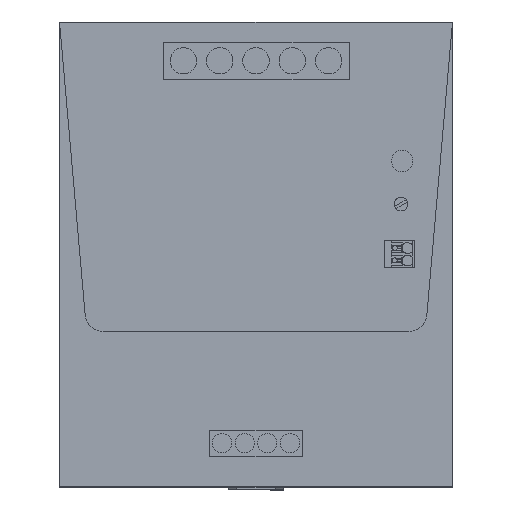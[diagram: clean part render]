
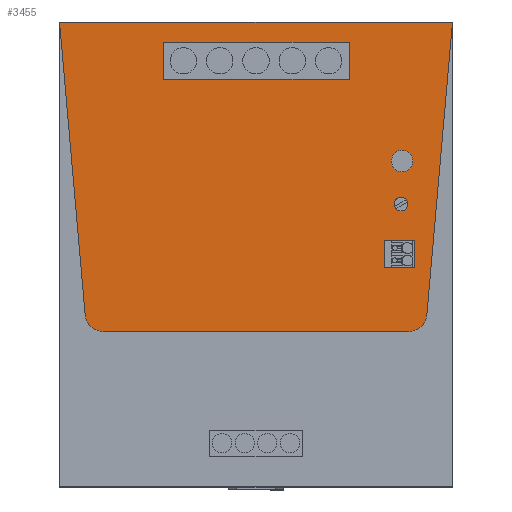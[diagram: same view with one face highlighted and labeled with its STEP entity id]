
A CAD part, top view. The second image highlights one B-rep face of the part: STEP entity #3455.
In plain terms, the highlighted planar face has unit normal (0, 0, 1).
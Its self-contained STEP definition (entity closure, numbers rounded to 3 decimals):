
#3308=AXIS2_PLACEMENT_3D('Plane Axis2P3D',#3305,#3306,#3307) ;
#3319=AXIS2_PLACEMENT_3D('Circle Axis2P3D',#3317,#3318,$) ;
#3333=AXIS2_PLACEMENT_3D('Circle Axis2P3D',#3331,#3332,$) ;
#3387=AXIS2_PLACEMENT_3D('Circle Axis2P3D',#3385,#3386,$) ;
#3396=AXIS2_PLACEMENT_3D('Circle Axis2P3D',#3394,#3395,$) ;
#3405=AXIS2_PLACEMENT_3D('Circle Axis2P3D',#3403,#3404,$) ;
#3414=AXIS2_PLACEMENT_3D('Circle Axis2P3D',#3412,#3413,$) ;
#102=CARTESIAN_POINT('Line Origine',(55.,130.75,159.95)) ;
#106=CARTESIAN_POINT('Vertex',(110.,130.75,159.95)) ;
#108=CARTESIAN_POINT('Vertex',(0.,130.75,159.95)) ;
#3305=CARTESIAN_POINT('Axis2P3D Location',(104.,65.75,159.95)) ;
#3310=CARTESIAN_POINT('Line Origine',(3.592,89.699,159.95)) ;
#3314=CARTESIAN_POINT('Vertex',(7.183,48.648,159.95)) ;
#3317=CARTESIAN_POINT('Axis2P3D Location',(12.164,49.083,159.95)) ;
#3321=CARTESIAN_POINT('Vertex',(12.164,44.083,159.95)) ;
#3324=CARTESIAN_POINT('Line Origine',(55.,44.083,159.95)) ;
#3328=CARTESIAN_POINT('Vertex',(97.836,44.083,159.95)) ;
#3331=CARTESIAN_POINT('Axis2P3D Location',(97.836,49.083,159.95)) ;
#3335=CARTESIAN_POINT('Vertex',(102.817,48.648,159.95)) ;
#3338=CARTESIAN_POINT('Line Origine',(106.408,89.699,159.95)) ;
#3351=CARTESIAN_POINT('Line Origine',(81.1,119.907,159.95)) ;
#3355=CARTESIAN_POINT('Vertex',(81.1,125.107,159.95)) ;
#3357=CARTESIAN_POINT('Vertex',(81.1,114.707,159.95)) ;
#3360=CARTESIAN_POINT('Line Origine',(55.1,114.707,159.95)) ;
#3364=CARTESIAN_POINT('Vertex',(29.1,114.707,159.95)) ;
#3367=CARTESIAN_POINT('Line Origine',(29.1,119.907,159.95)) ;
#3371=CARTESIAN_POINT('Vertex',(29.1,125.107,159.95)) ;
#3374=CARTESIAN_POINT('Line Origine',(55.1,125.107,159.95)) ;
#3385=CARTESIAN_POINT('Axis2P3D Location',(95.9,91.818,159.95)) ;
#3389=CARTESIAN_POINT('Vertex',(98.9,91.818,159.95)) ;
#3391=CARTESIAN_POINT('Vertex',(92.9,91.818,159.95)) ;
#3394=CARTESIAN_POINT('Axis2P3D Location',(95.9,91.818,159.95)) ;
#3403=CARTESIAN_POINT('Axis2P3D Location',(95.6,79.75,159.95)) ;
#3407=CARTESIAN_POINT('Vertex',(93.7,79.75,159.95)) ;
#3409=CARTESIAN_POINT('Vertex',(97.5,79.75,159.95)) ;
#3412=CARTESIAN_POINT('Axis2P3D Location',(95.6,79.75,159.95)) ;
#3421=CARTESIAN_POINT('Line Origine',(90.9,65.75,159.95)) ;
#3425=CARTESIAN_POINT('Vertex',(90.9,69.6,159.95)) ;
#3427=CARTESIAN_POINT('Vertex',(90.9,61.9,159.95)) ;
#3430=CARTESIAN_POINT('Line Origine',(95.15,69.6,159.95)) ;
#3434=CARTESIAN_POINT('Vertex',(99.4,69.6,159.95)) ;
#3437=CARTESIAN_POINT('Line Origine',(99.4,65.75,159.95)) ;
#3441=CARTESIAN_POINT('Vertex',(99.4,61.9,159.95)) ;
#3444=CARTESIAN_POINT('Line Origine',(95.15,61.9,159.95)) ;
#103=DIRECTION('Vector Direction',(-1.,0.,0.)) ;
#3306=DIRECTION('Axis2P3D Direction',(0.,0.,1.)) ;
#3307=DIRECTION('Axis2P3D XDirection',(-1.,0.,0.)) ;
#3311=DIRECTION('Vector Direction',(-0.087,0.996,0.)) ;
#3318=DIRECTION('Axis2P3D Direction',(0.,0.,1.)) ;
#3325=DIRECTION('Vector Direction',(-1.,0.,0.)) ;
#3332=DIRECTION('Axis2P3D Direction',(0.,0.,1.)) ;
#3339=DIRECTION('Vector Direction',(0.087,0.996,0.)) ;
#3352=DIRECTION('Vector Direction',(0.,-1.,0.)) ;
#3361=DIRECTION('Vector Direction',(-1.,0.,0.)) ;
#3368=DIRECTION('Vector Direction',(0.,1.,0.)) ;
#3375=DIRECTION('Vector Direction',(1.,0.,0.)) ;
#3386=DIRECTION('Axis2P3D Direction',(0.,0.,1.)) ;
#3395=DIRECTION('Axis2P3D Direction',(0.,0.,1.)) ;
#3404=DIRECTION('Axis2P3D Direction',(0.,0.,1.)) ;
#3413=DIRECTION('Axis2P3D Direction',(0.,0.,1.)) ;
#3422=DIRECTION('Vector Direction',(0.,-1.,0.)) ;
#3431=DIRECTION('Vector Direction',(-1.,0.,0.)) ;
#3438=DIRECTION('Vector Direction',(0.,-1.,0.)) ;
#3445=DIRECTION('Vector Direction',(-1.,0.,0.)) ;
#104=VECTOR('Line Direction',#103,1.) ;
#3312=VECTOR('Line Direction',#3311,1.) ;
#3326=VECTOR('Line Direction',#3325,1.) ;
#3340=VECTOR('Line Direction',#3339,1.) ;
#3353=VECTOR('Line Direction',#3352,1.) ;
#3362=VECTOR('Line Direction',#3361,1.) ;
#3369=VECTOR('Line Direction',#3368,1.) ;
#3376=VECTOR('Line Direction',#3375,1.) ;
#3423=VECTOR('Line Direction',#3422,1.) ;
#3432=VECTOR('Line Direction',#3431,1.) ;
#3439=VECTOR('Line Direction',#3438,1.) ;
#3446=VECTOR('Line Direction',#3445,1.) ;
#3344=ORIENTED_EDGE('',*,*,#110,.T.) ;
#3345=ORIENTED_EDGE('',*,*,#3316,.F.) ;
#3346=ORIENTED_EDGE('',*,*,#3323,.T.) ;
#3347=ORIENTED_EDGE('',*,*,#3330,.F.) ;
#3348=ORIENTED_EDGE('',*,*,#3337,.T.) ;
#3349=ORIENTED_EDGE('',*,*,#3342,.T.) ;
#3380=ORIENTED_EDGE('',*,*,#3359,.T.) ;
#3381=ORIENTED_EDGE('',*,*,#3366,.T.) ;
#3382=ORIENTED_EDGE('',*,*,#3373,.T.) ;
#3383=ORIENTED_EDGE('',*,*,#3378,.T.) ;
#3400=ORIENTED_EDGE('',*,*,#3393,.F.) ;
#3401=ORIENTED_EDGE('',*,*,#3398,.F.) ;
#3418=ORIENTED_EDGE('',*,*,#3411,.F.) ;
#3419=ORIENTED_EDGE('',*,*,#3416,.F.) ;
#3450=ORIENTED_EDGE('',*,*,#3429,.F.) ;
#3451=ORIENTED_EDGE('',*,*,#3436,.F.) ;
#3452=ORIENTED_EDGE('',*,*,#3443,.F.) ;
#3453=ORIENTED_EDGE('',*,*,#3448,.F.) ;
#3384=FACE_BOUND('',#3379,.T.) ;
#3402=FACE_BOUND('',#3399,.T.) ;
#3420=FACE_BOUND('',#3417,.T.) ;
#3454=FACE_BOUND('',#3449,.T.) ;
#3455=ADVANCED_FACE('PRO ECO',(#3350,#3384,#3402,#3420,#3454),#3309,.T.) ;
#3320=CIRCLE('generated circle',#3319,5.) ;
#3334=CIRCLE('generated circle',#3333,5.) ;
#3388=CIRCLE('generated circle',#3387,3.) ;
#3397=CIRCLE('generated circle',#3396,3.) ;
#3406=CIRCLE('generated circle',#3405,1.9) ;
#3415=CIRCLE('generated circle',#3414,1.9) ;
#110=EDGE_CURVE('',#107,#109,#105,.T.) ;
#3316=EDGE_CURVE('',#3315,#109,#3313,.T.) ;
#3323=EDGE_CURVE('',#3315,#3322,#3320,.T.) ;
#3330=EDGE_CURVE('',#3329,#3322,#3327,.T.) ;
#3337=EDGE_CURVE('',#3329,#3336,#3334,.T.) ;
#3342=EDGE_CURVE('',#3336,#107,#3341,.T.) ;
#3359=EDGE_CURVE('',#3356,#3358,#3354,.T.) ;
#3366=EDGE_CURVE('',#3358,#3365,#3363,.T.) ;
#3373=EDGE_CURVE('',#3365,#3372,#3370,.T.) ;
#3378=EDGE_CURVE('',#3372,#3356,#3377,.T.) ;
#3393=EDGE_CURVE('',#3390,#3392,#3388,.T.) ;
#3398=EDGE_CURVE('',#3392,#3390,#3397,.T.) ;
#3411=EDGE_CURVE('',#3408,#3410,#3406,.T.) ;
#3416=EDGE_CURVE('',#3410,#3408,#3415,.T.) ;
#3429=EDGE_CURVE('',#3426,#3428,#3424,.T.) ;
#3436=EDGE_CURVE('',#3435,#3426,#3433,.T.) ;
#3443=EDGE_CURVE('',#3442,#3435,#3440,.F.) ;
#3448=EDGE_CURVE('',#3428,#3442,#3447,.F.) ;
#3343=EDGE_LOOP('',(#3344,#3345,#3346,#3347,#3348,#3349)) ;
#3379=EDGE_LOOP('',(#3380,#3381,#3382,#3383)) ;
#3399=EDGE_LOOP('',(#3400,#3401)) ;
#3417=EDGE_LOOP('',(#3418,#3419)) ;
#3449=EDGE_LOOP('',(#3450,#3451,#3452,#3453)) ;
#3350=FACE_OUTER_BOUND('',#3343,.T.) ;
#105=LINE('Line',#102,#104) ;
#3313=LINE('Line',#3310,#3312) ;
#3327=LINE('Line',#3324,#3326) ;
#3341=LINE('Line',#3338,#3340) ;
#3354=LINE('Line',#3351,#3353) ;
#3363=LINE('Line',#3360,#3362) ;
#3370=LINE('Line',#3367,#3369) ;
#3377=LINE('Line',#3374,#3376) ;
#3424=LINE('Line',#3421,#3423) ;
#3433=LINE('Line',#3430,#3432) ;
#3440=LINE('Line',#3437,#3439) ;
#3447=LINE('Line',#3444,#3446) ;
#3309=PLANE('',#3308) ;
#107=VERTEX_POINT('',#106) ;
#109=VERTEX_POINT('',#108) ;
#3315=VERTEX_POINT('',#3314) ;
#3322=VERTEX_POINT('',#3321) ;
#3329=VERTEX_POINT('',#3328) ;
#3336=VERTEX_POINT('',#3335) ;
#3356=VERTEX_POINT('',#3355) ;
#3358=VERTEX_POINT('',#3357) ;
#3365=VERTEX_POINT('',#3364) ;
#3372=VERTEX_POINT('',#3371) ;
#3390=VERTEX_POINT('',#3389) ;
#3392=VERTEX_POINT('',#3391) ;
#3408=VERTEX_POINT('',#3407) ;
#3410=VERTEX_POINT('',#3409) ;
#3426=VERTEX_POINT('',#3425) ;
#3428=VERTEX_POINT('',#3427) ;
#3435=VERTEX_POINT('',#3434) ;
#3442=VERTEX_POINT('',#3441) ;
